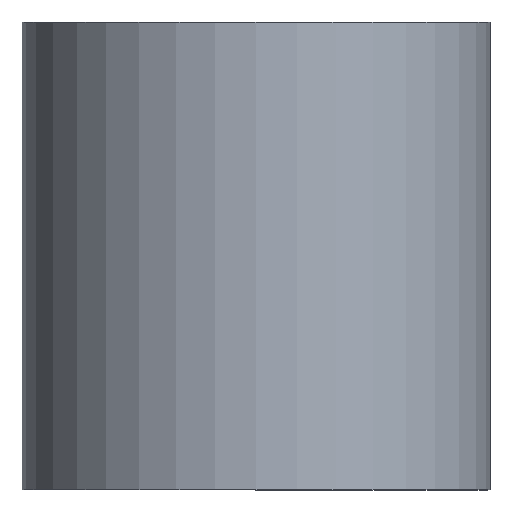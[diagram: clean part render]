
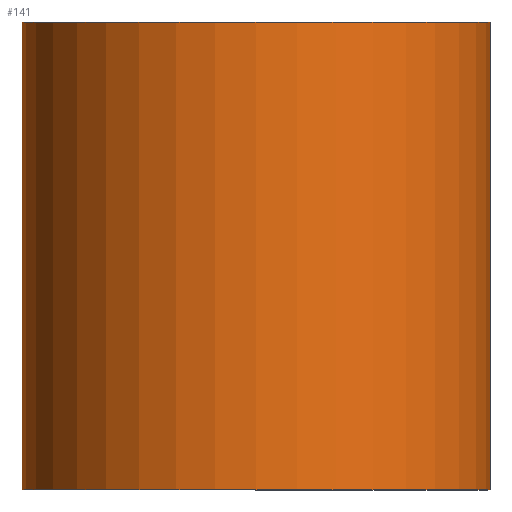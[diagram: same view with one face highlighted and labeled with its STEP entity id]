
A CAD part, front view. The second image highlights one B-rep face of the part: STEP entity #141.
In plain terms, the highlighted cylindrical face has radius 3.5 mm (diameter 7 mm), a full revolution.
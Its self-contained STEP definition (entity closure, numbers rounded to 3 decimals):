
#46=ORIENTED_EDGE('',*,*,#78,.T.);
#47=ORIENTED_EDGE('',*,*,#79,.F.);
#78=EDGE_CURVE('',#94,#94,#106,.T.);
#79=EDGE_CURVE('',#95,#95,#107,.T.);
#94=VERTEX_POINT('',#219);
#95=VERTEX_POINT('',#221);
#106=CIRCLE('',#167,3.5);
#107=CIRCLE('',#168,3.5);
#112=EDGE_LOOP('',(#46));
#113=EDGE_LOOP('',(#47));
#125=FACE_BOUND('',#112,.T.);
#126=FACE_BOUND('',#113,.T.);
#139=CYLINDRICAL_SURFACE('',#166,3.5);
#141=ADVANCED_FACE('',(#125,#126),#139,.T.);
#166=AXIS2_PLACEMENT_3D('',#217,#183,#184);
#167=AXIS2_PLACEMENT_3D('',#218,#185,#186);
#168=AXIS2_PLACEMENT_3D('',#220,#187,#188);
#183=DIRECTION('',(1.,0.,0.));
#184=DIRECTION('',(0.,0.,1.));
#185=DIRECTION('',(-1.,0.,0.));
#186=DIRECTION('',(0.,0.,1.));
#187=DIRECTION('',(-1.,0.,0.));
#188=DIRECTION('',(0.,0.,1.));
#217=CARTESIAN_POINT('',(0.,0.,0.));
#218=CARTESIAN_POINT('',(7.,0.,0.));
#219=CARTESIAN_POINT('',(7.,0.,3.5));
#220=CARTESIAN_POINT('',(0.,0.,0.));
#221=CARTESIAN_POINT('',(0.,0.,3.5));
